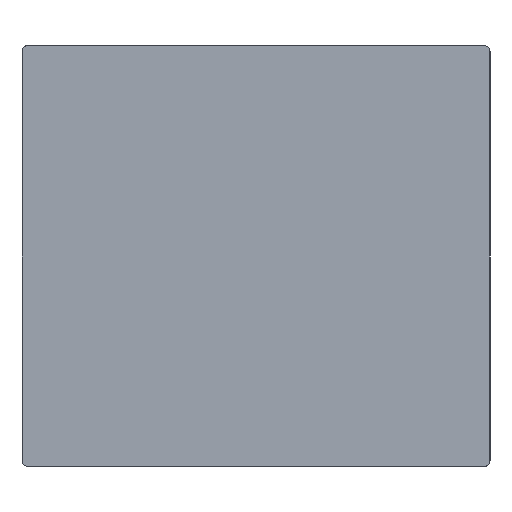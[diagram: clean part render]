
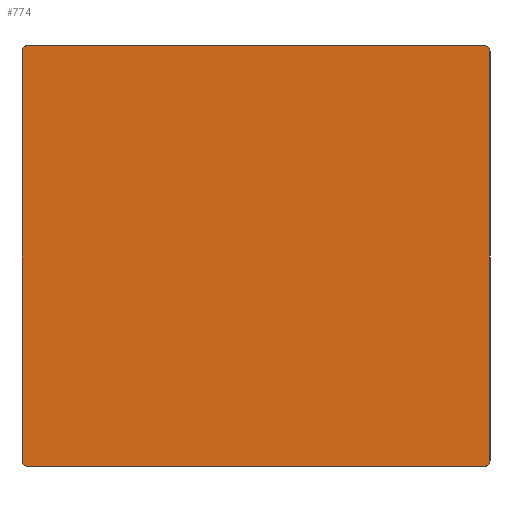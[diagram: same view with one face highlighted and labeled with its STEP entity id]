
A CAD part, left-side view. The second image highlights one B-rep face of the part: STEP entity #774.
In plain terms, the highlighted planar face has unit normal (-1, 0, 0).
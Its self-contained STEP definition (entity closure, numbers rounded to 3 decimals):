
#12 = VERTEX_POINT ( 'NONE', #1325 ) ;
#17 = DIRECTION ( 'NONE',  ( 0., -1., 0. ) ) ;
#75 = CIRCLE ( 'NONE', #587, 0.02 ) ;
#95 = CARTESIAN_POINT ( 'NONE',  ( -1., 1.48, -0.675 ) ) ;
#109 = EDGE_CURVE ( 'NONE', #1699, #911, #676, .T. ) ;
#114 = CARTESIAN_POINT ( 'NONE',  ( -1., 0.02, -0.675 ) ) ;
#130 = DIRECTION ( 'NONE',  ( -1., 0., 0. ) ) ;
#168 = DIRECTION ( 'NONE',  ( -1., 0., 0. ) ) ;
#169 = AXIS2_PLACEMENT_3D ( 'NONE', #1571, #168, #767 ) ;
#196 = DIRECTION ( 'NONE',  ( 0., 0., -1. ) ) ;
#230 = CARTESIAN_POINT ( 'NONE',  ( -1., 0., -0.655 ) ) ;
#367 = EDGE_LOOP ( 'NONE', ( #1780, #1588, #902, #1766, #1012, #938, #781, #1364 ) ) ;
#374 = VECTOR ( 'NONE', #1100, 1000. ) ;
#410 = CARTESIAN_POINT ( 'NONE',  ( -1., 0.02, -0.655 ) ) ;
#419 = DIRECTION ( 'NONE',  ( 0., 0., -1. ) ) ;
#423 = DIRECTION ( 'NONE',  ( -1., 0., 0. ) ) ;
#428 = DIRECTION ( 'NONE',  ( -1., 0., 0. ) ) ;
#464 = VERTEX_POINT ( 'NONE', #114 ) ;
#518 = AXIS2_PLACEMENT_3D ( 'NONE', #1424, #1264, #196 ) ;
#530 = CARTESIAN_POINT ( 'NONE',  ( -1., 1.5, 0.675 ) ) ;
#533 = EDGE_CURVE ( 'NONE', #765, #12, #1812, .T. ) ;
#569 = FACE_OUTER_BOUND ( 'NONE', #367, .T. ) ;
#587 = AXIS2_PLACEMENT_3D ( 'NONE', #842, #130, #1132 ) ;
#597 = LINE ( 'NONE', #1158, #1399 ) ;
#671 = CARTESIAN_POINT ( 'NONE',  ( -1., 1.5, 0.655 ) ) ;
#676 = LINE ( 'NONE', #1517, #1094 ) ;
#678 = VECTOR ( 'NONE', #17, 1000. ) ;
#700 = CARTESIAN_POINT ( 'NONE',  ( -1., 1.5, 0.675 ) ) ;
#751 = VERTEX_POINT ( 'NONE', #671 ) ;
#752 = EDGE_CURVE ( 'NONE', #1608, #751, #1781, .T. ) ;
#765 = VERTEX_POINT ( 'NONE', #1014 ) ;
#767 = DIRECTION ( 'NONE',  ( 0., 0., -1. ) ) ;
#774 = ADVANCED_FACE ( 'NONE', ( #569 ), #1698, .F. ) ;
#781 = ORIENTED_EDGE ( 'NONE', *, *, #1250, .T. ) ;
#842 = CARTESIAN_POINT ( 'NONE',  ( -1., 0.02, 0.655 ) ) ;
#844 = DIRECTION ( 'NONE',  ( 0., 0., 1. ) ) ;
#896 = DIRECTION ( 'NONE',  ( 0., -1., 0. ) ) ;
#902 = ORIENTED_EDGE ( 'NONE', *, *, #533, .F. ) ;
#911 = VERTEX_POINT ( 'NONE', #1360 ) ;
#933 = VERTEX_POINT ( 'NONE', #95 ) ;
#935 = CIRCLE ( 'NONE', #1309, 0.02 ) ;
#938 = ORIENTED_EDGE ( 'NONE', *, *, #1552, .T. ) ;
#1012 = ORIENTED_EDGE ( 'NONE', *, *, #752, .F. ) ;
#1014 = CARTESIAN_POINT ( 'NONE',  ( -1., 1.48, 0.675 ) ) ;
#1040 = EDGE_CURVE ( 'NONE', #464, #1699, #935, .T. ) ;
#1069 = EDGE_CURVE ( 'NONE', #911, #12, #75, .T. ) ;
#1094 = VECTOR ( 'NONE', #844, 1000. ) ;
#1100 = DIRECTION ( 'NONE',  ( 0., 0., 1. ) ) ;
#1117 = CIRCLE ( 'NONE', #169, 0.02 ) ;
#1128 = CARTESIAN_POINT ( 'NONE',  ( -1., 1.48, -0.655 ) ) ;
#1130 = EDGE_CURVE ( 'NONE', #765, #751, #1117, .T. ) ;
#1132 = DIRECTION ( 'NONE',  ( 0., 0., -1. ) ) ;
#1158 = CARTESIAN_POINT ( 'NONE',  ( -1., 1.5, -0.675 ) ) ;
#1162 = CARTESIAN_POINT ( 'NONE',  ( -1., 1.5, -0.655 ) ) ;
#1250 = EDGE_CURVE ( 'NONE', #933, #464, #597, .T. ) ;
#1264 = DIRECTION ( 'NONE',  ( 1., 0., 0. ) ) ;
#1309 = AXIS2_PLACEMENT_3D ( 'NONE', #410, #428, #419 ) ;
#1325 = CARTESIAN_POINT ( 'NONE',  ( -1., 0.02, 0.675 ) ) ;
#1360 = CARTESIAN_POINT ( 'NONE',  ( -1., 0., 0.655 ) ) ;
#1364 = ORIENTED_EDGE ( 'NONE', *, *, #1040, .T. ) ;
#1399 = VECTOR ( 'NONE', #896, 1000. ) ;
#1424 = CARTESIAN_POINT ( 'NONE',  ( -1., 1.5, 0.675 ) ) ;
#1517 = CARTESIAN_POINT ( 'NONE',  ( -1., 0., 0.675 ) ) ;
#1539 = DIRECTION ( 'NONE',  ( 0., 0., -1. ) ) ;
#1552 = EDGE_CURVE ( 'NONE', #1608, #933, #1709, .T. ) ;
#1571 = CARTESIAN_POINT ( 'NONE',  ( -1., 1.48, 0.655 ) ) ;
#1588 = ORIENTED_EDGE ( 'NONE', *, *, #1069, .T. ) ;
#1608 = VERTEX_POINT ( 'NONE', #1162 ) ;
#1646 = AXIS2_PLACEMENT_3D ( 'NONE', #1128, #423, #1539 ) ;
#1698 = PLANE ( 'NONE',  #518 ) ;
#1699 = VERTEX_POINT ( 'NONE', #230 ) ;
#1709 = CIRCLE ( 'NONE', #1646, 0.02 ) ;
#1766 = ORIENTED_EDGE ( 'NONE', *, *, #1130, .T. ) ;
#1780 = ORIENTED_EDGE ( 'NONE', *, *, #109, .T. ) ;
#1781 = LINE ( 'NONE', #530, #374 ) ;
#1812 = LINE ( 'NONE', #700, #678 ) ;
